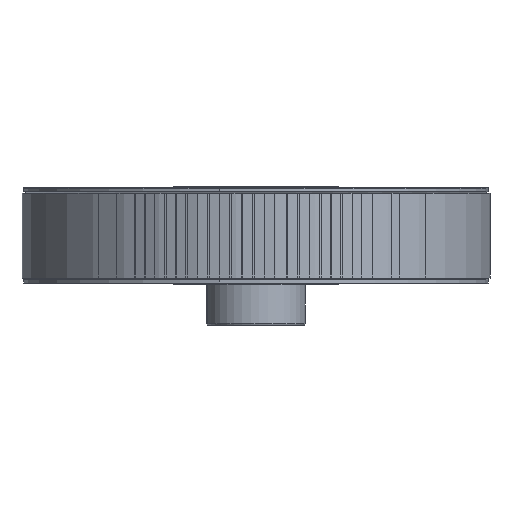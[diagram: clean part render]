
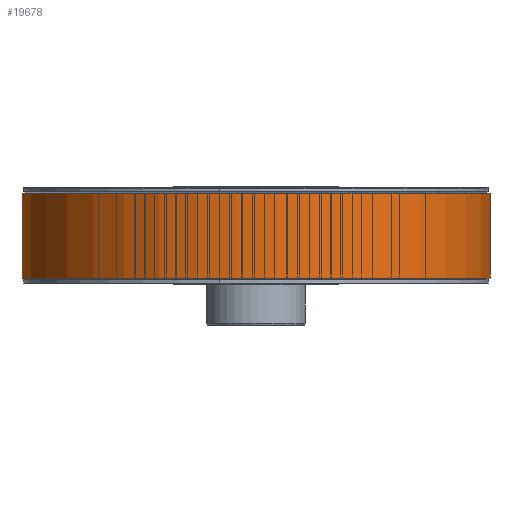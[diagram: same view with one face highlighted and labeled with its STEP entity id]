
A CAD part, left-side view. The second image highlights one B-rep face of the part: STEP entity #19678.
In plain terms, the highlighted cylindrical face has radius 82.762 mm (diameter 165.525 mm), a partial arc.
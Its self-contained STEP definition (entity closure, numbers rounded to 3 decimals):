
#308 = AXIS2_PLACEMENT_3D ( 'NONE', #5193, #25222, #17183 ) ;
#2216 = CARTESIAN_POINT ( 'NONE',  ( -18.244, 80.726, 15. ) ) ;
#3515 = CARTESIAN_POINT ( 'NONE',  ( -18.244, -80.726, 15. ) ) ;
#4274 = ORIENTED_EDGE ( 'NONE', *, *, #25633, .F. ) ;
#4373 = VERTEX_POINT ( 'NONE', #17494 ) ;
#4713 = VERTEX_POINT ( 'NONE', #13196 ) ;
#4952 = CARTESIAN_POINT ( 'NONE',  ( 0., 0., 15. ) ) ;
#5193 = CARTESIAN_POINT ( 'NONE',  ( 0., 0., -15. ) ) ;
#5624 = DIRECTION ( 'NONE',  ( 0., 0., -1. ) ) ;
#5735 = AXIS2_PLACEMENT_3D ( 'NONE', #4952, #20705, #6875 ) ;
#6875 = DIRECTION ( 'NONE',  ( -1., 0., 0. ) ) ;
#8068 = CARTESIAN_POINT ( 'NONE',  ( -18.244, -80.726, 15. ) ) ;
#8577 = ORIENTED_EDGE ( 'NONE', *, *, #11226, .T. ) ;
#10079 = LINE ( 'NONE', #8068, #25738 ) ;
#10986 = LINE ( 'NONE', #17538, #19738 ) ;
#11226 = EDGE_CURVE ( 'NONE', #4713, #4373, #15487, .T. ) ;
#11920 = CARTESIAN_POINT ( 'NONE',  ( 0., 0., 15. ) ) ;
#12668 = ORIENTED_EDGE ( 'NONE', *, *, #15819, .F. ) ;
#12776 = AXIS2_PLACEMENT_3D ( 'NONE', #11920, #13939, #19946 ) ;
#13196 = CARTESIAN_POINT ( 'NONE',  ( -18.244, -80.726, -15. ) ) ;
#13713 = EDGE_LOOP ( 'NONE', ( #8577, #4274, #12668, #14565 ) ) ;
#13939 = DIRECTION ( 'NONE',  ( 0., 0., -1. ) ) ;
#14565 = ORIENTED_EDGE ( 'NONE', *, *, #22517, .T. ) ;
#15487 = CIRCLE ( 'NONE', #308, 82.762 ) ;
#15819 = EDGE_CURVE ( 'NONE', #22821, #22516, #25205, .T. ) ;
#16468 = FACE_OUTER_BOUND ( 'NONE', #13713, .T. ) ;
#17130 = CYLINDRICAL_SURFACE ( 'NONE', #12776, 82.762 ) ;
#17183 = DIRECTION ( 'NONE',  ( -1., 0., 0. ) ) ;
#17494 = CARTESIAN_POINT ( 'NONE',  ( -18.244, 80.726, -15. ) ) ;
#17538 = CARTESIAN_POINT ( 'NONE',  ( -18.244, 80.726, 15. ) ) ;
#19678 = ADVANCED_FACE ( 'NONE', ( #16468 ), #17130, .T. ) ;
#19738 = VECTOR ( 'NONE', #5624, 1000. ) ;
#19946 = DIRECTION ( 'NONE',  ( -1., 0., 0. ) ) ;
#19961 = DIRECTION ( 'NONE',  ( 0., 0., -1. ) ) ;
#20705 = DIRECTION ( 'NONE',  ( 0., 0., 1. ) ) ;
#22516 = VERTEX_POINT ( 'NONE', #2216 ) ;
#22517 = EDGE_CURVE ( 'NONE', #22821, #4713, #10079, .T. ) ;
#22821 = VERTEX_POINT ( 'NONE', #3515 ) ;
#25205 = CIRCLE ( 'NONE', #5735, 82.762 ) ;
#25222 = DIRECTION ( 'NONE',  ( 0., 0., 1. ) ) ;
#25633 = EDGE_CURVE ( 'NONE', #22516, #4373, #10986, .T. ) ;
#25738 = VECTOR ( 'NONE', #19961, 1000. ) ;
